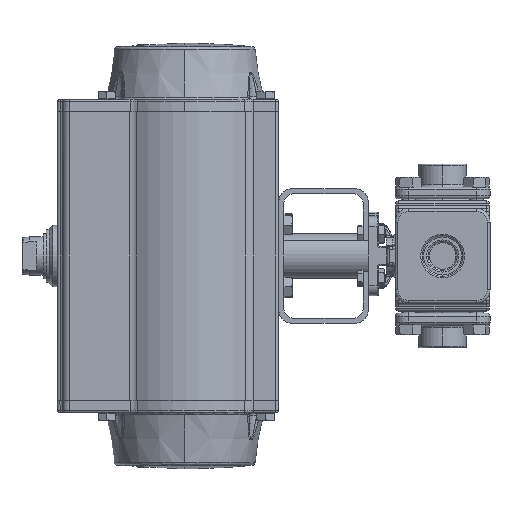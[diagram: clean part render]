
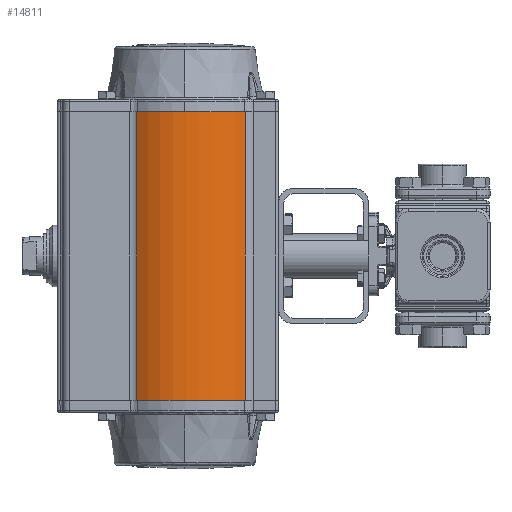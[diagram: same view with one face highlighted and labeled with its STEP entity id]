
A CAD part, left-side view. The second image highlights one B-rep face of the part: STEP entity #14811.
In plain terms, the highlighted cylindrical face has radius 47.5 mm (diameter 95 mm), a partial arc.
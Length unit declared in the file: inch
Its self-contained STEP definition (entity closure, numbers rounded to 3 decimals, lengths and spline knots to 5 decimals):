
#7483 = EDGE_CURVE ( 'NONE', #58102, #81201, #87878, .T. ) ;
#11566 = CARTESIAN_POINT ( 'NONE',  ( -1.53724, 6.80155, -3.20866 ) ) ;
#11730 = FACE_OUTER_BOUND ( 'NONE', #63951, .T. ) ;
#12187 = CARTESIAN_POINT ( 'NONE',  ( 0., 5.73661, -3.20866 ) ) ;
#14811 = ADVANCED_FACE ( 'NONE', ( #11730 ), #29580, .T. ) ;
#16382 = VECTOR ( 'NONE', #19208, 39.37008 ) ;
#19208 = DIRECTION ( 'NONE',  ( 0., 0., -1. ) ) ;
#19818 = DIRECTION ( 'NONE',  ( 0., -1., 0. ) ) ;
#21491 = CARTESIAN_POINT ( 'NONE',  ( 0., 5.73661, 3.20866 ) ) ;
#26428 = AXIS2_PLACEMENT_3D ( 'NONE', #21491, #74713, #29143 ) ;
#29143 = DIRECTION ( 'NONE',  ( 0., -1., 0. ) ) ;
#29580 = CYLINDRICAL_SURFACE ( 'NONE', #69835, 1.87008 ) ;
#29712 = CARTESIAN_POINT ( 'NONE',  ( -1.30391, 4.39609, -3.20866 ) ) ;
#33736 = CARTESIAN_POINT ( 'NONE',  ( 0., 5.73661, -3.20866 ) ) ;
#34328 = CIRCLE ( 'NONE', #76773, 1.87008 ) ;
#36197 = EDGE_CURVE ( 'NONE', #36316, #71457, #39018, .T. ) ;
#36316 = VERTEX_POINT ( 'NONE', #91383 ) ;
#39018 = LINE ( 'NONE', #11566, #16382 ) ;
#41398 = DIRECTION ( 'NONE',  ( 0., 0., 1. ) ) ;
#50758 = DIRECTION ( 'NONE',  ( 0., 0., 1. ) ) ;
#54662 = ORIENTED_EDGE ( 'NONE', *, *, #55722, .T. ) ;
#55722 = EDGE_CURVE ( 'NONE', #81201, #36316, #61060, .T. ) ;
#58009 = CARTESIAN_POINT ( 'NONE',  ( -1.53724, 6.80155, -3.20866 ) ) ;
#58102 = VERTEX_POINT ( 'NONE', #29712 ) ;
#61060 = CIRCLE ( 'NONE', #26428, 1.87008 ) ;
#63951 = EDGE_LOOP ( 'NONE', ( #79457, #77197, #54662, #70904 ) ) ;
#65377 = DIRECTION ( 'NONE',  ( 0., 0., 1. ) ) ;
#69835 = AXIS2_PLACEMENT_3D ( 'NONE', #33736, #41398, #71632 ) ;
#70904 = ORIENTED_EDGE ( 'NONE', *, *, #36197, .T. ) ;
#71457 = VERTEX_POINT ( 'NONE', #58009 ) ;
#71632 = DIRECTION ( 'NONE',  ( 0., -1., 0. ) ) ;
#74713 = DIRECTION ( 'NONE',  ( 0., 0., -1. ) ) ;
#76773 = AXIS2_PLACEMENT_3D ( 'NONE', #12187, #65377, #19818 ) ;
#77197 = ORIENTED_EDGE ( 'NONE', *, *, #7483, .T. ) ;
#79457 = ORIENTED_EDGE ( 'NONE', *, *, #90701, .T. ) ;
#81201 = VERTEX_POINT ( 'NONE', #93709 ) ;
#87878 = LINE ( 'NONE', #96386, #95063 ) ;
#90701 = EDGE_CURVE ( 'NONE', #71457, #58102, #34328, .T. ) ;
#91383 = CARTESIAN_POINT ( 'NONE',  ( -1.53724, 6.80155, 3.20866 ) ) ;
#93709 = CARTESIAN_POINT ( 'NONE',  ( -1.30391, 4.39609, 3.20866 ) ) ;
#95063 = VECTOR ( 'NONE', #50758, 39.37008 ) ;
#96386 = CARTESIAN_POINT ( 'NONE',  ( -1.30391, 4.39609, -3.20866 ) ) ;
